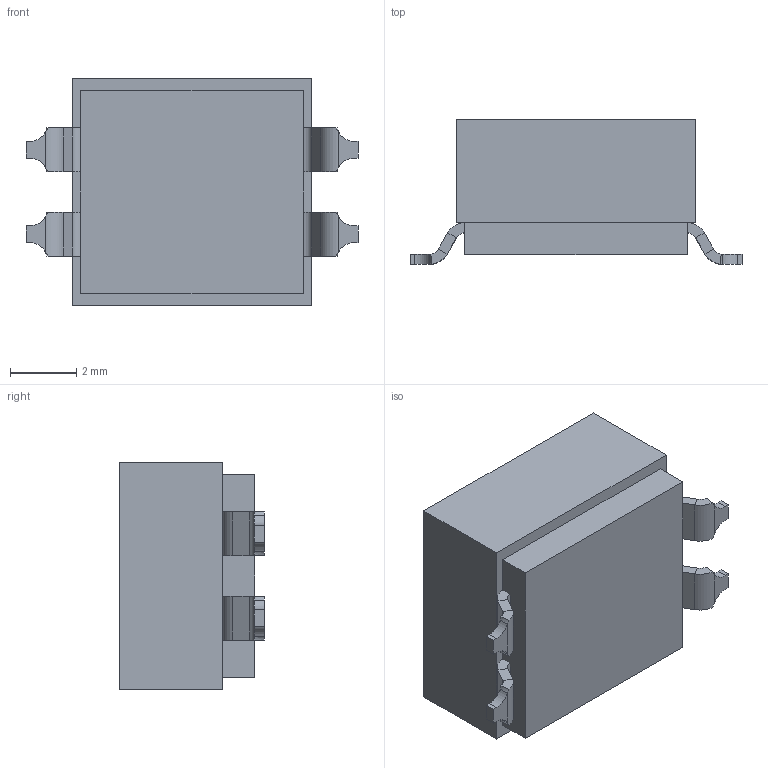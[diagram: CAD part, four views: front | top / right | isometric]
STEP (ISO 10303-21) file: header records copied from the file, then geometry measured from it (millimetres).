
FILE_DESCRIPTION((''),'2;1');
FILE_NAME('90HBW02PRT','2015-11-12T',('sbuenzli'),(''),'PRO/ENGINEER BY PARAMETRIC TECHNOLOGY CORPORATION, 2011490','PRO/ENGINEER BY PARAMETRIC TECHNOLOGY CORPORATION, 2011490','');
FILE_SCHEMA(('CONFIG_CONTROL_DESIGN'));
Length unit declared in the file: inch
Products named in the file (1): 90HBW02PRT
Bounding box: 9.99 x 4.35 x 6.86 mm (x, y, z)
Surface area: 290.2 mm2 (no closed solid volume)
Topology: 0 solids, 8 shells, 141 faces, 352 edges, 220 vertices
Faces by surface type: plane 105, cylinder 28, bspline 8
Entity records: 4341 total; most frequent: CARTESIAN_POINT 1009, DIRECTION 658, ORIENTED_EDGE 648, EDGE_CURVE 352, VECTOR 280, LINE 280, VERTEX_POINT 220, AXIS2_PLACEMENT_3D 189
